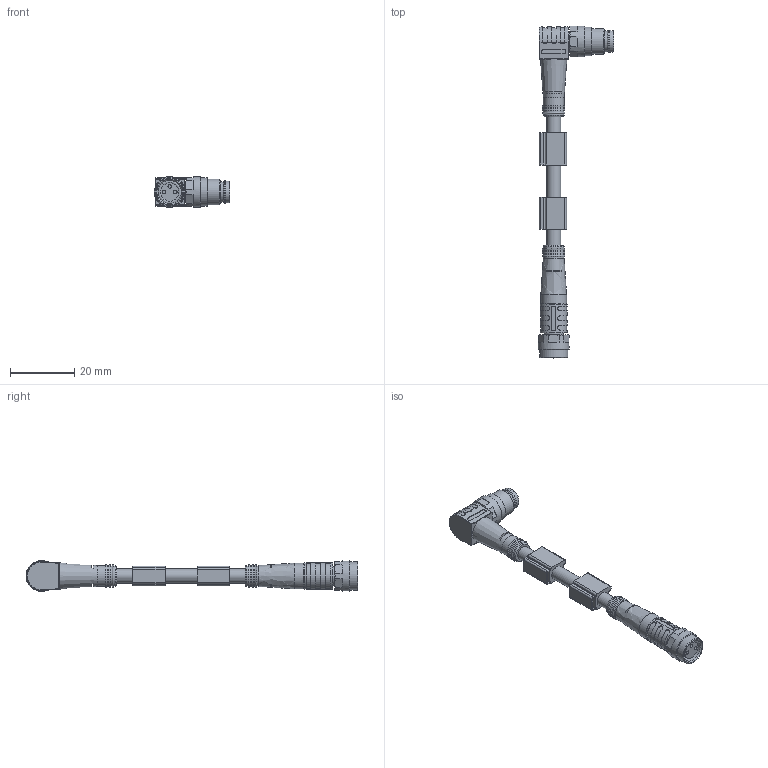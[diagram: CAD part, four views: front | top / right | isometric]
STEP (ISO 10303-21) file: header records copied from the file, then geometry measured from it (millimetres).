
FILE_DESCRIPTION(/* description */ (''),/* implementation_level */ '2;1');
FILE_NAME(/* name */ 'XAL-SKP3_AL-SWSP3.stp',/* time_stamp */ '2015-11-11T11:13:49+01:00',/* author */ (''),/* organization */ (''),/* preprocessor_version */ 'ST-DEVELOPER v14',/* originating_system */ 'SIEMENS PLM Software NX 8.0',/* authorisation */ '');
FILE_SCHEMA (('AP203_CONFIGURATION_CONTROLLED_3D_DESIGN_OF_MECHANICAL_PARTS_AND_ASSEMBLIES_MIM_LF { 1 0 10303 403 2 1 2}'));
Length unit declared in the file: millimetre
Products named in the file (1): AL-SKP3
Bounding box: 23.5 x 103.4 x 9.6 mm (x, y, z)
Volume: 4808.3 mm3; surface area: 3951.6 mm2
Topology: 1 solids, 1 shells, 306 faces, 801 edges, 523 vertices
Faces by surface type: plane 141, cylinder 125, cone 24, torus 10, sphere 5, bspline 1
Full cylindrical faces by diameter (mm): 1 x3, 1.1 x3, 4.4 x3, 5.7 x1, 5.8 x1, 5.9 x2, 6.5 x5, 6.501 x4, 6.9 x1, 7.2 x1, 8 x2, 8.4 x1, 8.8 x2, 9.6 x2
Entity records: 10059 total; most frequent: CARTESIAN_POINT 2812, DIRECTION 1501, ORIENTED_EDGE 1416, EDGE_CURVE 708, AXIS2_PLACEMENT_3D 585, VERTEX_POINT 492, EDGE_LOOP 398, LINE 331
